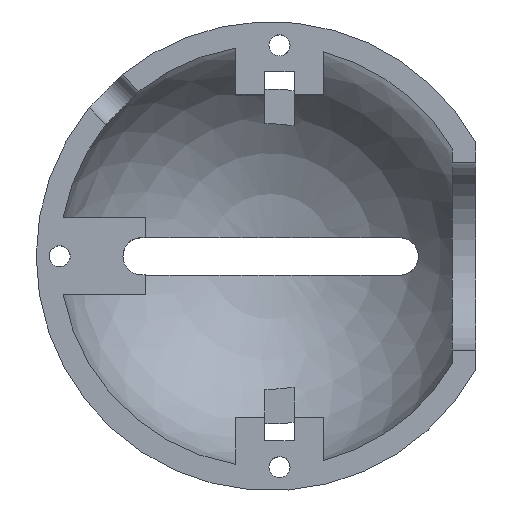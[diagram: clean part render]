
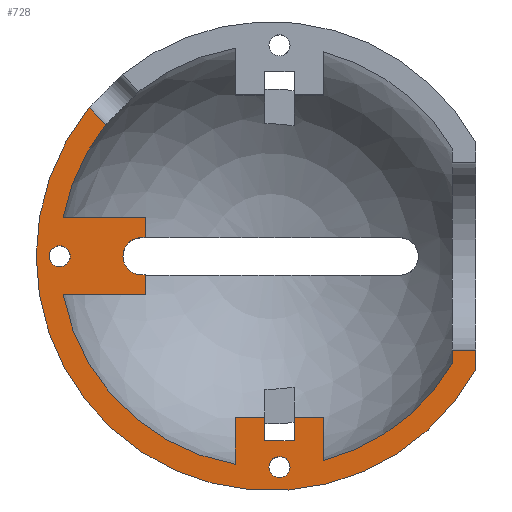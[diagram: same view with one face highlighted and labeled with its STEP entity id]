
A CAD part, top view. The second image highlights one B-rep face of the part: STEP entity #728.
In plain terms, the highlighted planar face has unit normal (0, 0, 1).
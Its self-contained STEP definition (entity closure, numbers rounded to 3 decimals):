
#28=FACE_BOUND('',#99,.T.);
#29=FACE_BOUND('',#100,.T.);
#35=PLANE('',#783);
#62=FACE_OUTER_BOUND('',#98,.T.);
#98=EDGE_LOOP('',(#508,#509,#510,#511,#512,#513,#514,#515,#516,#517,#518,
#519,#520,#521,#522,#523,#524,#525,#526,#527,#528,#529,#530));
#99=EDGE_LOOP('',(#531));
#100=EDGE_LOOP('',(#532));
#138=LINE('',#1096,#193);
#149=LINE('',#1131,#204);
#150=LINE('',#1133,#205);
#151=LINE('',#1135,#206);
#152=LINE('',#1139,#207);
#153=LINE('',#1141,#208);
#154=LINE('',#1143,#209);
#155=LINE('',#1145,#210);
#156=LINE('',#1147,#211);
#157=LINE('',#1149,#212);
#158=LINE('',#1151,#213);
#159=LINE('',#1155,#214);
#160=LINE('',#1157,#215);
#161=LINE('',#1159,#216);
#162=LINE('',#1163,#217);
#163=LINE('',#1165,#218);
#164=LINE('',#1167,#219);
#193=VECTOR('',#869,10.);
#204=VECTOR('',#896,10.);
#205=VECTOR('',#897,10.);
#206=VECTOR('',#898,10.);
#207=VECTOR('',#901,10.);
#208=VECTOR('',#902,10.);
#209=VECTOR('',#903,10.);
#210=VECTOR('',#904,10.);
#211=VECTOR('',#905,10.);
#212=VECTOR('',#906,10.);
#213=VECTOR('',#907,10.);
#214=VECTOR('',#910,10.);
#215=VECTOR('',#911,10.);
#216=VECTOR('',#912,10.);
#217=VECTOR('',#915,10.);
#218=VECTOR('',#916,10.);
#219=VECTOR('',#917,10.);
#253=CIRCLE('',#784,20.);
#254=CIRCLE('',#785,20.);
#255=CIRCLE('',#786,18.);
#256=CIRCLE('',#787,18.);
#257=CIRCLE('',#788,1.6);
#258=CIRCLE('',#789,18.);
#259=CIRCLE('',#790,0.9);
#260=CIRCLE('',#791,0.9);
#298=VERTEX_POINT('',#1090);
#300=VERTEX_POINT('',#1094);
#314=VERTEX_POINT('',#1126);
#315=VERTEX_POINT('',#1128);
#316=VERTEX_POINT('',#1130);
#317=VERTEX_POINT('',#1132);
#318=VERTEX_POINT('',#1134);
#319=VERTEX_POINT('',#1136);
#320=VERTEX_POINT('',#1138);
#321=VERTEX_POINT('',#1140);
#322=VERTEX_POINT('',#1142);
#323=VERTEX_POINT('',#1144);
#324=VERTEX_POINT('',#1146);
#325=VERTEX_POINT('',#1148);
#326=VERTEX_POINT('',#1150);
#327=VERTEX_POINT('',#1152);
#328=VERTEX_POINT('',#1154);
#329=VERTEX_POINT('',#1156);
#330=VERTEX_POINT('',#1158);
#331=VERTEX_POINT('',#1160);
#332=VERTEX_POINT('',#1162);
#333=VERTEX_POINT('',#1164);
#334=VERTEX_POINT('',#1166);
#335=VERTEX_POINT('',#1169);
#336=VERTEX_POINT('',#1171);
#377=EDGE_CURVE('',#298,#300,#138,.T.);
#392=EDGE_CURVE('',#300,#314,#253,.T.);
#393=EDGE_CURVE('',#314,#315,#254,.T.);
#394=EDGE_CURVE('',#315,#316,#149,.T.);
#395=EDGE_CURVE('',#316,#317,#150,.T.);
#396=EDGE_CURVE('',#317,#318,#151,.T.);
#397=EDGE_CURVE('',#318,#319,#255,.T.);
#398=EDGE_CURVE('',#320,#319,#152,.T.);
#399=EDGE_CURVE('',#321,#320,#153,.T.);
#400=EDGE_CURVE('',#322,#321,#154,.T.);
#401=EDGE_CURVE('',#323,#322,#155,.T.);
#402=EDGE_CURVE('',#323,#324,#156,.T.);
#403=EDGE_CURVE('',#325,#324,#157,.T.);
#404=EDGE_CURVE('',#326,#325,#158,.T.);
#405=EDGE_CURVE('',#326,#327,#256,.T.);
#406=EDGE_CURVE('',#328,#327,#159,.T.);
#407=EDGE_CURVE('',#329,#328,#160,.T.);
#408=EDGE_CURVE('',#329,#330,#161,.T.);
#409=EDGE_CURVE('',#330,#331,#257,.T.);
#410=EDGE_CURVE('',#331,#332,#162,.T.);
#411=EDGE_CURVE('',#333,#332,#163,.T.);
#412=EDGE_CURVE('',#334,#333,#164,.T.);
#413=EDGE_CURVE('',#334,#298,#258,.T.);
#414=EDGE_CURVE('',#335,#335,#259,.T.);
#415=EDGE_CURVE('',#336,#336,#260,.T.);
#508=ORIENTED_EDGE('',*,*,#377,.T.);
#509=ORIENTED_EDGE('',*,*,#392,.T.);
#510=ORIENTED_EDGE('',*,*,#393,.T.);
#511=ORIENTED_EDGE('',*,*,#394,.T.);
#512=ORIENTED_EDGE('',*,*,#395,.T.);
#513=ORIENTED_EDGE('',*,*,#396,.T.);
#514=ORIENTED_EDGE('',*,*,#397,.T.);
#515=ORIENTED_EDGE('',*,*,#398,.F.);
#516=ORIENTED_EDGE('',*,*,#399,.F.);
#517=ORIENTED_EDGE('',*,*,#400,.F.);
#518=ORIENTED_EDGE('',*,*,#401,.F.);
#519=ORIENTED_EDGE('',*,*,#402,.T.);
#520=ORIENTED_EDGE('',*,*,#403,.F.);
#521=ORIENTED_EDGE('',*,*,#404,.F.);
#522=ORIENTED_EDGE('',*,*,#405,.T.);
#523=ORIENTED_EDGE('',*,*,#406,.F.);
#524=ORIENTED_EDGE('',*,*,#407,.F.);
#525=ORIENTED_EDGE('',*,*,#408,.T.);
#526=ORIENTED_EDGE('',*,*,#409,.T.);
#527=ORIENTED_EDGE('',*,*,#410,.T.);
#528=ORIENTED_EDGE('',*,*,#411,.F.);
#529=ORIENTED_EDGE('',*,*,#412,.F.);
#530=ORIENTED_EDGE('',*,*,#413,.T.);
#531=ORIENTED_EDGE('',*,*,#414,.T.);
#532=ORIENTED_EDGE('',*,*,#415,.T.);
#728=ADVANCED_FACE('',(#62,#28,#29),#35,.T.);
#783=AXIS2_PLACEMENT_3D('',#1125,#890,#891);
#784=AXIS2_PLACEMENT_3D('',#1127,#892,#893);
#785=AXIS2_PLACEMENT_3D('',#1129,#894,#895);
#786=AXIS2_PLACEMENT_3D('',#1137,#899,#900);
#787=AXIS2_PLACEMENT_3D('',#1153,#908,#909);
#788=AXIS2_PLACEMENT_3D('',#1161,#913,#914);
#789=AXIS2_PLACEMENT_3D('',#1168,#918,#919);
#790=AXIS2_PLACEMENT_3D('',#1170,#920,#921);
#791=AXIS2_PLACEMENT_3D('',#1172,#922,#923);
#869=DIRECTION('',(-0.707,0.707,0.));
#890=DIRECTION('center_axis',(0.,0.,
1.));
#891=DIRECTION('ref_axis',(1.,0.,0.));
#892=DIRECTION('center_axis',(0.,0.,
1.));
#893=DIRECTION('ref_axis',(1.,0.,0.));
#894=DIRECTION('center_axis',(0.,0.,
1.));
#895=DIRECTION('ref_axis',(1.,0.,0.));
#896=DIRECTION('',(0.,1.,0.));
#897=DIRECTION('',(-1.,0.,0.));
#898=DIRECTION('',(0.,-1.,0.));
#899=DIRECTION('center_axis',(0.,0.,
-1.));
#900=DIRECTION('ref_axis',(0.,1.,0.));
#901=DIRECTION('',(0.,-1.,0.));
#902=DIRECTION('',(1.,0.,0.));
#903=DIRECTION('',(0.,1.,0.));
#904=DIRECTION('',(1.,0.,0.));
#905=DIRECTION('',(0.,1.,0.));
#906=DIRECTION('',(1.,0.,0.));
#907=DIRECTION('',(0.,1.,0.));
#908=DIRECTION('center_axis',(0.,0.,
-1.));
#909=DIRECTION('ref_axis',(0.,1.,0.));
#910=DIRECTION('',(-1.,0.,0.));
#911=DIRECTION('',(0.,-1.,0.));
#912=DIRECTION('',(-1.,0.,0.));
#913=DIRECTION('center_axis',(0.,0.,
-1.));
#914=DIRECTION('ref_axis',(0.,1.,0.));
#915=DIRECTION('',(1.,0.,0.));
#916=DIRECTION('',(0.,-1.,0.));
#917=DIRECTION('',(1.,0.,0.));
#918=DIRECTION('center_axis',(0.,0.,
-1.));
#919=DIRECTION('ref_axis',(0.,1.,0.));
#920=DIRECTION('center_axis',(0.,0.,
-1.));
#921=DIRECTION('ref_axis',(-1.,0.,0.));
#922=DIRECTION('center_axis',(0.,0.,
-1.));
#923=DIRECTION('ref_axis',(-1.,0.,0.));
#1090=CARTESIAN_POINT('',(-2.63,25.743,3.309));
#1094=CARTESIAN_POINT('',(-4.053,27.165,3.309));
#1096=CARTESIAN_POINT('',(11.556,11.556,3.309));
#1125=CARTESIAN_POINT('Origin',(11.433,14.508,3.309));
#1126=CARTESIAN_POINT('',(-8.567,14.508,3.309));
#1127=CARTESIAN_POINT('Origin',(11.433,14.508,3.309));
#1128=CARTESIAN_POINT('',(28.933,4.826,3.309));
#1129=CARTESIAN_POINT('Origin',(11.433,14.508,3.309));
#1130=CARTESIAN_POINT('',(28.933,6.508,3.309));
#1131=CARTESIAN_POINT('',(28.933,14.508,3.309));
#1132=CARTESIAN_POINT('',(26.933,6.508,3.309));
#1133=CARTESIAN_POINT('',(28.933,6.508,3.309));
#1134=CARTESIAN_POINT('',(26.933,5.357,3.309));
#1135=CARTESIAN_POINT('',(26.933,14.508,3.309));
#1136=CARTESIAN_POINT('',(15.933,-2.92,3.309));
#1137=CARTESIAN_POINT('Origin',(11.433,14.508,3.309));
#1138=CARTESIAN_POINT('',(15.933,0.758,3.309));
#1139=CARTESIAN_POINT('',(15.933,0.758,3.309));
#1140=CARTESIAN_POINT('',(13.433,0.758,3.309));
#1141=CARTESIAN_POINT('',(13.433,0.758,3.309));
#1142=CARTESIAN_POINT('',(13.433,-1.242,3.309));
#1143=CARTESIAN_POINT('',(13.433,-1.242,3.309));
#1144=CARTESIAN_POINT('',(10.933,-1.242,3.309));
#1145=CARTESIAN_POINT('',(10.933,-1.242,3.309));
#1146=CARTESIAN_POINT('',(10.933,0.758,3.309));
#1147=CARTESIAN_POINT('',(10.933,-1.242,3.309));
#1148=CARTESIAN_POINT('',(8.433,0.758,3.309));
#1149=CARTESIAN_POINT('',(8.433,0.758,3.309));
#1150=CARTESIAN_POINT('',(8.433,-3.24,3.309));
#1151=CARTESIAN_POINT('',(8.433,-3.24,3.309));
#1152=CARTESIAN_POINT('',(-6.266,11.231,3.309));
#1153=CARTESIAN_POINT('Origin',(11.433,14.508,3.309));
#1154=CARTESIAN_POINT('',(0.734,11.231,3.309));
#1155=CARTESIAN_POINT('',(0.734,11.231,3.309));
#1156=CARTESIAN_POINT('',(0.734,12.908,3.309));
#1157=CARTESIAN_POINT('',(0.734,17.785,3.309));
#1158=CARTESIAN_POINT('',(0.433,12.908,3.309));
#1159=CARTESIAN_POINT('',(16.933,12.908,3.309));
#1160=CARTESIAN_POINT('',(0.433,16.108,3.309));
#1161=CARTESIAN_POINT('Origin',(0.433,14.508,3.309));
#1162=CARTESIAN_POINT('',(0.734,16.108,3.309));
#1163=CARTESIAN_POINT('',(5.933,16.108,3.309));
#1164=CARTESIAN_POINT('',(0.734,17.785,3.309));
#1165=CARTESIAN_POINT('',(0.734,17.785,3.309));
#1166=CARTESIAN_POINT('',(-6.266,17.785,3.309));
#1167=CARTESIAN_POINT('',(-6.266,17.785,3.309));
#1168=CARTESIAN_POINT('Origin',(11.433,14.508,3.309));
#1169=CARTESIAN_POINT('',(-5.667,14.508,3.309));
#1170=CARTESIAN_POINT('Origin',(-6.567,14.508,3.309));
#1171=CARTESIAN_POINT('',(13.083,-3.478,3.309));
#1172=CARTESIAN_POINT('Origin',(12.183,-3.478,3.309));
